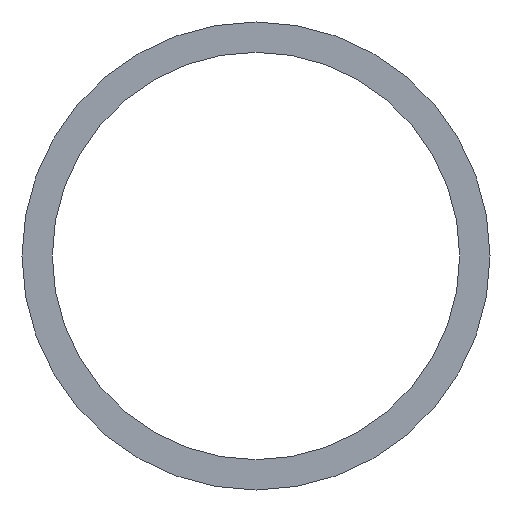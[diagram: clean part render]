
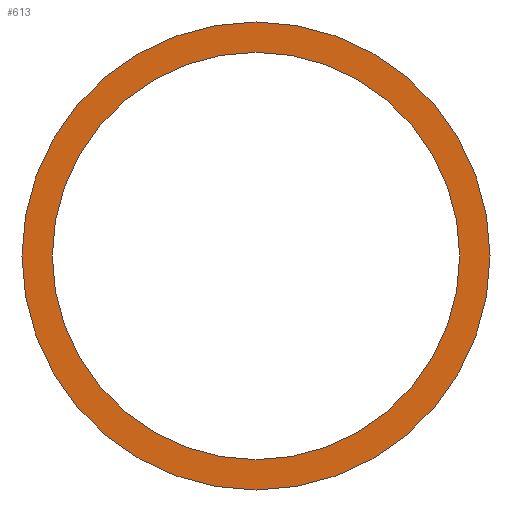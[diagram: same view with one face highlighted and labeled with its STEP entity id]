
A CAD part, front view. The second image highlights one B-rep face of the part: STEP entity #613.
In plain terms, the highlighted planar face has unit normal (0, -1, 0).
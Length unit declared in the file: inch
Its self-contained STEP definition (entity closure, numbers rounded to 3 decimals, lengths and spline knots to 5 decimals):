
#7 = DIRECTION ( 'NONE',  ( 0., 1., 0. ) ) ;
#20 = CARTESIAN_POINT ( 'NONE',  ( 0., 0., -0.984 ) ) ;
#24 = DIRECTION ( 'NONE',  ( 0., 0., 1. ) ) ;
#32 = CARTESIAN_POINT ( 'NONE',  ( 0., 0., -0.8565 ) ) ;
#44 = DIRECTION ( 'NONE',  ( 0., 0., 1. ) ) ;
#51 = DIRECTION ( 'NONE',  ( 0., 1., 0. ) ) ;
#53 = CARTESIAN_POINT ( 'NONE',  ( 0., 0., 0. ) ) ;
#82 = PLANE ( 'NONE',  #431 ) ;
#126 = EDGE_CURVE ( 'NONE', #608, #329, #271, .T. ) ;
#152 = VERTEX_POINT ( 'NONE', #20 ) ;
#154 = EDGE_CURVE ( 'NONE', #329, #608, #164, .T. ) ;
#161 = EDGE_CURVE ( 'NONE', #297, #152, #166, .T. ) ;
#164 = CIRCLE ( 'NONE', #587, 0.8565 ) ;
#166 = CIRCLE ( 'NONE', #570, 0.984 ) ;
#178 = CARTESIAN_POINT ( 'NONE',  ( 0., 0., 0. ) ) ;
#197 = DIRECTION ( 'NONE',  ( 0., 1., 0. ) ) ;
#223 = ORIENTED_EDGE ( 'NONE', *, *, #154, .T. ) ;
#271 = CIRCLE ( 'NONE', #605, 0.8565 ) ;
#279 = DIRECTION ( 'NONE',  ( 0., 0., 1. ) ) ;
#297 = VERTEX_POINT ( 'NONE', #517 ) ;
#312 = CARTESIAN_POINT ( 'NONE',  ( 0., 0., 0.8565 ) ) ;
#329 = VERTEX_POINT ( 'NONE', #312 ) ;
#332 = CARTESIAN_POINT ( 'NONE',  ( 0., 0., 0. ) ) ;
#384 = DIRECTION ( 'NONE',  ( 0., 0., 1. ) ) ;
#401 = DIRECTION ( 'NONE',  ( 0., 0., 1. ) ) ;
#431 = AXIS2_PLACEMENT_3D ( 'NONE', #490, #197, #24 ) ;
#432 = ORIENTED_EDGE ( 'NONE', *, *, #126, .T. ) ;
#433 = EDGE_LOOP ( 'NONE', ( #564, #537 ) ) ;
#452 = DIRECTION ( 'NONE',  ( 0., 1., 0. ) ) ;
#490 = CARTESIAN_POINT ( 'NONE',  ( 0., 0., 0. ) ) ;
#506 = AXIS2_PLACEMENT_3D ( 'NONE', #178, #452, #401 ) ;
#517 = CARTESIAN_POINT ( 'NONE',  ( 0., 0., 0.984 ) ) ;
#537 = ORIENTED_EDGE ( 'NONE', *, *, #161, .F. ) ;
#564 = ORIENTED_EDGE ( 'NONE', *, *, #577, .F. ) ;
#570 = AXIS2_PLACEMENT_3D ( 'NONE', #612, #585, #384 ) ;
#577 = EDGE_CURVE ( 'NONE', #152, #297, #624, .T. ) ;
#579 = FACE_BOUND ( 'NONE', #607, .T. ) ;
#585 = DIRECTION ( 'NONE',  ( 0., 1., 0. ) ) ;
#587 = AXIS2_PLACEMENT_3D ( 'NONE', #332, #7, #279 ) ;
#604 = FACE_OUTER_BOUND ( 'NONE', #433, .T. ) ;
#605 = AXIS2_PLACEMENT_3D ( 'NONE', #53, #51, #44 ) ;
#607 = EDGE_LOOP ( 'NONE', ( #432, #223 ) ) ;
#608 = VERTEX_POINT ( 'NONE', #32 ) ;
#612 = CARTESIAN_POINT ( 'NONE',  ( 0., 0., 0. ) ) ;
#613 = ADVANCED_FACE ( 'NONE', ( #604, #579 ), #82, .F. ) ;
#624 = CIRCLE ( 'NONE', #506, 0.984 ) ;
